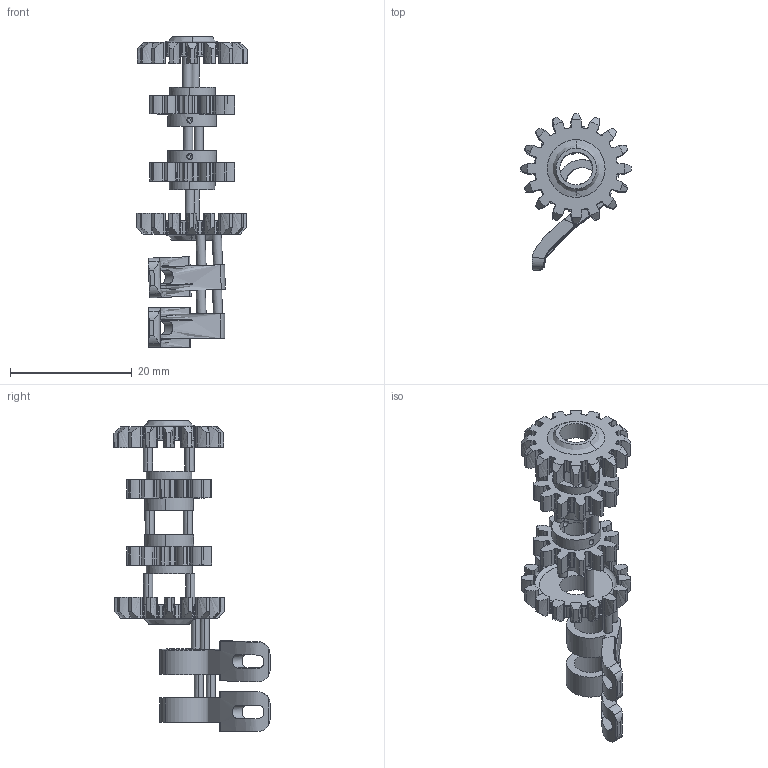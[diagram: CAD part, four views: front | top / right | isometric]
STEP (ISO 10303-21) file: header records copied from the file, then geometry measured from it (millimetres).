
FILE_DESCRIPTION(('STEP AP214'),'1');
FILE_NAME('.step','2022-05-25T13:21:51',(' '),(' '),'Spatial InterOp 3D',' ',' ');
FILE_SCHEMA(('AUTOMOTIVE_DESIGN { 1 0 10303 214 1 1 1 1 }'));
Length unit declared in the file: metre
Products named in the file (2): 齿轮组合
Assembly tree (1 placements, depth 2):
  齿轮组合
    齿轮组合
Bounding box: 18.07 x 25.6 x 50.97 mm (x, y, z)
Volume: 1843.5 mm3; surface area: 3657 mm2
Topology: 1 solids, 1 shells, 820 faces, 2441 edges, 1623 vertices
Faces by surface type: cylinder 428, plane 192, bspline 160, cone 36, torus 4
Entity records: 49779 total; most frequent: CARTESIAN_POINT 28210, ORIENTED_EDGE 4882, DIRECTION 4192, EDGE_CURVE 2441, VERTEX_POINT 1623, AXIS2_PLACEMENT_3D 1602, LINE 988, VECTOR 988
